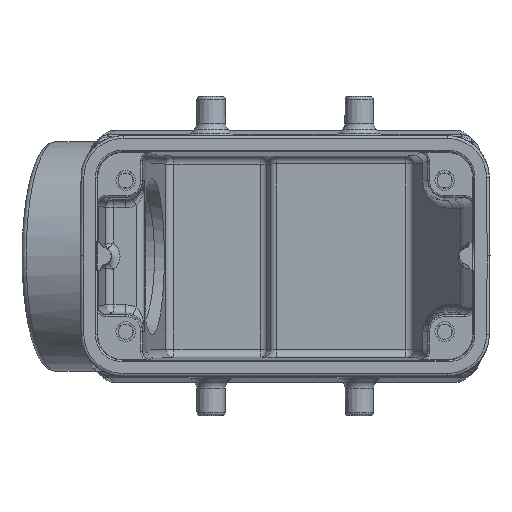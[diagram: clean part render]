
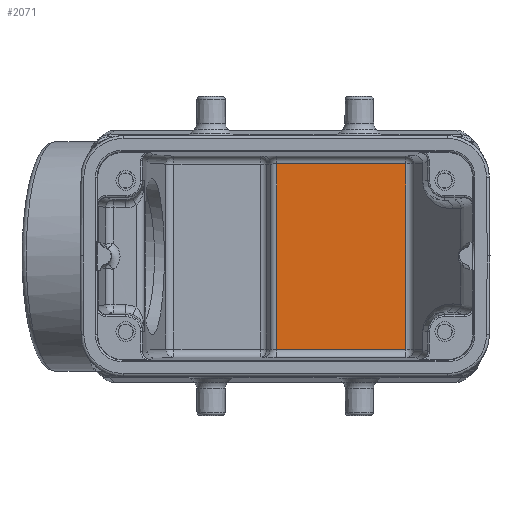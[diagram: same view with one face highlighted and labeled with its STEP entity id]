
A CAD part, top view. The second image highlights one B-rep face of the part: STEP entity #2071.
In plain terms, the highlighted planar face has unit normal (0, 0, 1).
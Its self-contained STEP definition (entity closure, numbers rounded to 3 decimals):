
#2071=ADVANCED_FACE('',(#3065),#2513,.F.);
#2513=PLANE('',#12831);
#3065=FACE_OUTER_BOUND('',#3804,.T.);
#3804=EDGE_LOOP('',(#6336,#6337,#6338,#6339));
#6336=ORIENTED_EDGE('',*,*,#9977,.T.);
#6337=ORIENTED_EDGE('',*,*,#9984,.T.);
#6338=ORIENTED_EDGE('',*,*,#9985,.T.);
#6339=ORIENTED_EDGE('',*,*,#9986,.T.);
#8448=VERTEX_POINT('',#23032);
#8449=VERTEX_POINT('',#23036);
#8453=VERTEX_POINT('',#23048);
#8454=VERTEX_POINT('',#23052);
#9977=EDGE_CURVE('',#8448,#8449,#11063,.T.);
#9984=EDGE_CURVE('',#8449,#8453,#11066,.T.);
#9985=EDGE_CURVE('',#8453,#8454,#11067,.T.);
#9986=EDGE_CURVE('',#8454,#8448,#11068,.T.);
#11063=LINE('',#23035,#11833);
#11066=LINE('',#23049,#11836);
#11067=LINE('',#23051,#11837);
#11068=LINE('',#23053,#11838);
#11833=VECTOR('',#14943,1.);
#11836=VECTOR('',#14958,1.);
#11837=VECTOR('',#14961,1.);
#11838=VECTOR('',#14962,1.);
#12831=AXIS2_PLACEMENT_3D('',#23054,#14963,#14964);
#14943=DIRECTION('',(0.,1.,0.));
#14958=DIRECTION('',(-1.,0.,0.));
#14961=DIRECTION('',(0.,-1.,0.));
#14962=DIRECTION('',(1.,0.,0.));
#14963=DIRECTION('',(0.,0.,-1.));
#14964=DIRECTION('',(-1.,0.,0.));
#23032=CARTESIAN_POINT('',(21.573,-16.546,-65.));
#23035=CARTESIAN_POINT('',(21.573,-16.546,-65.));
#23036=CARTESIAN_POINT('',(21.573,16.546,-65.));
#23048=CARTESIAN_POINT('',(-1.493,16.546,-65.));
#23049=CARTESIAN_POINT('',(21.573,16.546,-65.));
#23051=CARTESIAN_POINT('',(-1.493,16.546,-65.));
#23052=CARTESIAN_POINT('',(-1.493,-16.546,-65.));
#23053=CARTESIAN_POINT('',(-1.493,-16.546,-65.));
#23054=CARTESIAN_POINT('',(22.724,-18.6,-65.));
